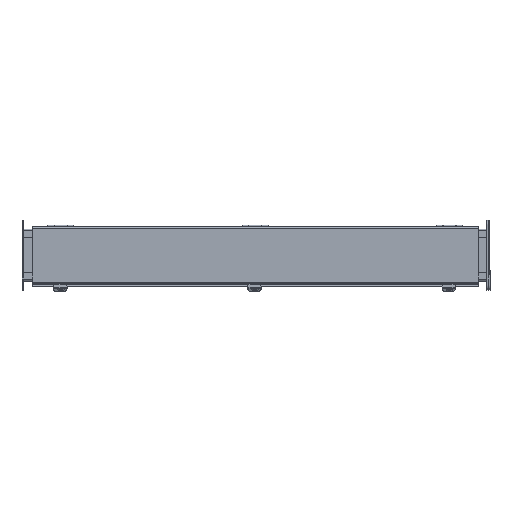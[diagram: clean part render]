
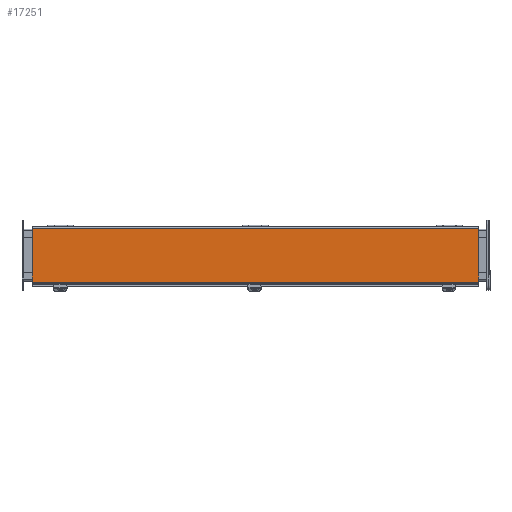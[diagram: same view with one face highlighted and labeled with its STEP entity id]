
A CAD part, top view. The second image highlights one B-rep face of the part: STEP entity #17251.
In plain terms, the highlighted planar face has unit normal (0, 0, 1).
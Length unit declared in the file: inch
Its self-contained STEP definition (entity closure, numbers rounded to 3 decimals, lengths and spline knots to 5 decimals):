
#784 = VECTOR ( 'NONE', #9845, 39.37008 ) ;
#1224 = DIRECTION ( 'NONE',  ( 1., 0., 0. ) ) ;
#1622 = CARTESIAN_POINT ( 'NONE',  ( -17.218, 2.0785, 4.172 ) ) ;
#1796 = DIRECTION ( 'NONE',  ( 0., -1., 0. ) ) ;
#2819 = CARTESIAN_POINT ( 'NONE',  ( -17.218, -2.1885, 4.172 ) ) ;
#2885 = DIRECTION ( 'NONE',  ( 0., 1., 0. ) ) ;
#2924 = LINE ( 'NONE', #14659, #10541 ) ;
#6734 = LINE ( 'NONE', #12461, #14114 ) ;
#6761 = EDGE_CURVE ( 'NONE', #10805, #17418, #6734, .T. ) ;
#6848 = CARTESIAN_POINT ( 'NONE',  ( 17.25, -2.0805, 4.172 ) ) ;
#7107 = VERTEX_POINT ( 'NONE', #11408 ) ;
#8407 = EDGE_CURVE ( 'NONE', #7107, #15587, #2924, .T. ) ;
#9845 = DIRECTION ( 'NONE',  ( 1., 0., 0. ) ) ;
#9883 = ORIENTED_EDGE ( 'NONE', *, *, #6761, .T. ) ;
#10054 = EDGE_LOOP ( 'NONE', ( #16305, #18293, #9883, #11221 ) ) ;
#10541 = VECTOR ( 'NONE', #1796, 39.37008 ) ;
#10805 = VERTEX_POINT ( 'NONE', #6848 ) ;
#11221 = ORIENTED_EDGE ( 'NONE', *, *, #11558, .T. ) ;
#11296 = DIRECTION ( 'NONE',  ( -1., 0., 0. ) ) ;
#11408 = CARTESIAN_POINT ( 'NONE',  ( -17.218, 2.0785, 4.172 ) ) ;
#11531 = CARTESIAN_POINT ( 'NONE',  ( -17.218, -2.0805, 4.172 ) ) ;
#11558 = EDGE_CURVE ( 'NONE', #17418, #7107, #14495, .T. ) ;
#11724 = CARTESIAN_POINT ( 'NONE',  ( 17.25, 2.0785, 4.172 ) ) ;
#11973 = AXIS2_PLACEMENT_3D ( 'NONE', #2819, #18413, #1224 ) ;
#12303 = EDGE_CURVE ( 'NONE', #15587, #10805, #15473, .T. ) ;
#12461 = CARTESIAN_POINT ( 'NONE',  ( 17.25, -2.1885, 4.172 ) ) ;
#13134 = VECTOR ( 'NONE', #11296, 39.37008 ) ;
#14076 = PLANE ( 'NONE',  #11973 ) ;
#14114 = VECTOR ( 'NONE', #2885, 39.37008 ) ;
#14495 = LINE ( 'NONE', #1622, #13134 ) ;
#14659 = CARTESIAN_POINT ( 'NONE',  ( -17.218, -2.1885, 4.172 ) ) ;
#15473 = LINE ( 'NONE', #11531, #784 ) ;
#15587 = VERTEX_POINT ( 'NONE', #16799 ) ;
#15682 = FACE_OUTER_BOUND ( 'NONE', #10054, .T. ) ;
#16305 = ORIENTED_EDGE ( 'NONE', *, *, #8407, .T. ) ;
#16799 = CARTESIAN_POINT ( 'NONE',  ( -17.218, -2.0805, 4.172 ) ) ;
#17251 = ADVANCED_FACE ( 'NONE', ( #15682 ), #14076, .T. ) ;
#17418 = VERTEX_POINT ( 'NONE', #11724 ) ;
#18293 = ORIENTED_EDGE ( 'NONE', *, *, #12303, .T. ) ;
#18413 = DIRECTION ( 'NONE',  ( 0., 0., 1. ) ) ;
